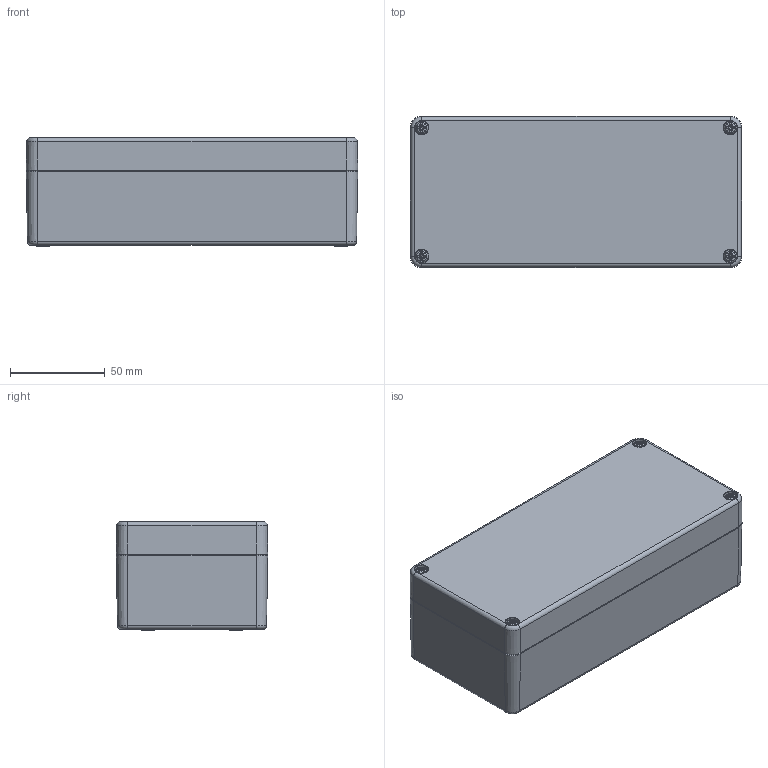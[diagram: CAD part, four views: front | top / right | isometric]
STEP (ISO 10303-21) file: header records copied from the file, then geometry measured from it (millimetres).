
FILE_DESCRIPTION(/* description */ (''),/* implementation_level */ '2;1');
FILE_NAME(/* name */ '1004101300-MBX_178055-K_VE.stp',/* time_stamp */ '2018-11-05T11:23:47+01:00',/* author */ ('robin.rentz'),/* organization */ (''),/* preprocessor_version */ 'ST-DEVELOPER v17',/* originating_system */ 'Autodesk Inventor 2019',/* authorisation */ '');
FILE_SCHEMA (('CONFIG_CONTROL_DESIGN'));
Products named in the file (6): 1004101300-MBX_178055-K_VE; UT-MBX_178055 _ 20170808; OT-MBAK_178055; OT-MBAK_178055_1; 1990000007 M4 Gewindebuchse; 1990000018 - Schraube BM4 x 24-10
Assembly tree (11 placements, depth 2):
  1004101300-MBX_178055-K_VE
    UT-MBX_178055 _ 20170808
    OT-MBAK_178055
    OT-MBAK_178055_1
    1990000007 M4 Gewindebuchse  x4
    1990000018 - Schraube BM4 x 24-10  x4
Bounding box: 174.99 x 79.99 x 57.3 mm (x, y, z)
Volume: 204500.6 mm3; surface area: 125836.8 mm2
Topology: 11 solids, 11 shells, 2395 faces, 5956 edges, 3644 vertices
Faces by surface type: plane 925, cylinder 500, cone 418, bspline 311, torus 233, sphere 8
Full cylindrical faces by diameter (mm): 3.242 x4, 3.6 x4, 4 x4, 4.4 x4, 6 x4
Entity records: 54618 total; most frequent: CARTESIAN_POINT 17812, ORIENTED_EDGE 8012, DIRECTION 7087, EDGE_CURVE 4006, AXIS2_PLACEMENT_3D 2616, VERTEX_POINT 2459, LINE 1855, VECTOR 1855
